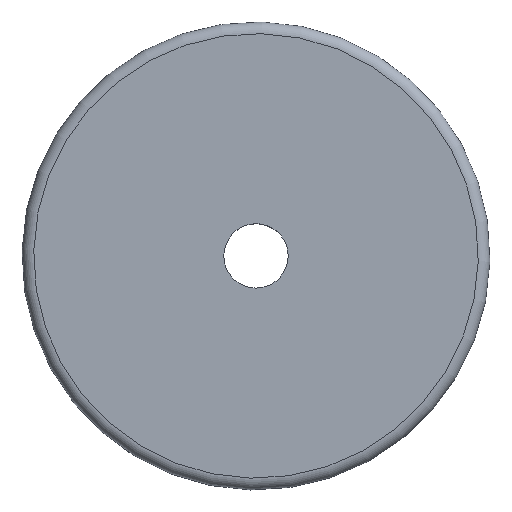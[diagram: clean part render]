
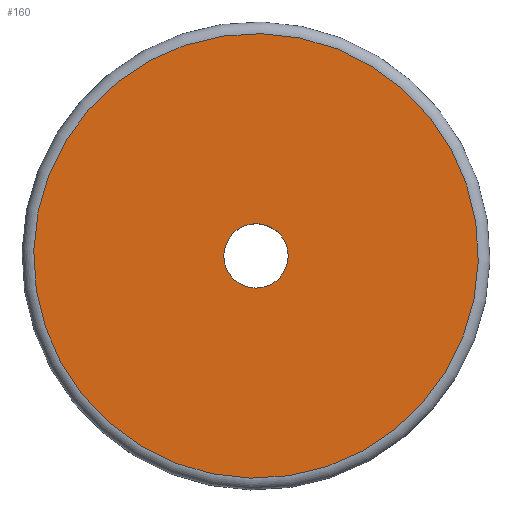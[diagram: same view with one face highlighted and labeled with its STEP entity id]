
A CAD part, top view. The second image highlights one B-rep face of the part: STEP entity #160.
In plain terms, the highlighted planar face has unit normal (0, 0, 1).
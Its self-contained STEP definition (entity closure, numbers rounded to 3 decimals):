
#45=FACE_BOUND('',#68,.T.);
#54=FACE_OUTER_BOUND('',#67,.T.);
#67=EDGE_LOOP('',(#135));
#68=EDGE_LOOP('',(#136));
#79=CIRCLE('',#238,19.);
#83=CIRCLE('',#244,2.75);
#91=VERTEX_POINT('',#333);
#94=VERTEX_POINT('',#343);
#104=EDGE_CURVE('',#91,#91,#79,.T.);
#109=EDGE_CURVE('',#94,#94,#83,.T.);
#135=ORIENTED_EDGE('',*,*,#104,.F.);
#136=ORIENTED_EDGE('',*,*,#109,.F.);
#151=PLANE('',#243);
#160=ADVANCED_FACE('',(#54,#45),#151,.T.);
#238=AXIS2_PLACEMENT_3D('',#334,#280,#281);
#243=AXIS2_PLACEMENT_3D('',#342,#291,#292);
#244=AXIS2_PLACEMENT_3D('',#344,#293,#294);
#280=DIRECTION('center_axis',(0.,0.,-1.));
#281=DIRECTION('ref_axis',(-1.,0.,0.));
#291=DIRECTION('center_axis',(0.,0.,1.));
#292=DIRECTION('ref_axis',(1.,0.,0.));
#293=DIRECTION('center_axis',(0.,0.,1.));
#294=DIRECTION('ref_axis',(1.,0.,0.));
#333=CARTESIAN_POINT('',(-19.,0.,4.));
#334=CARTESIAN_POINT('Origin',(0.,0.,4.));
#342=CARTESIAN_POINT('Origin',(2.75,0.,4.));
#343=CARTESIAN_POINT('',(-2.75,0.,4.));
#344=CARTESIAN_POINT('Origin',(0.,0.,4.));
